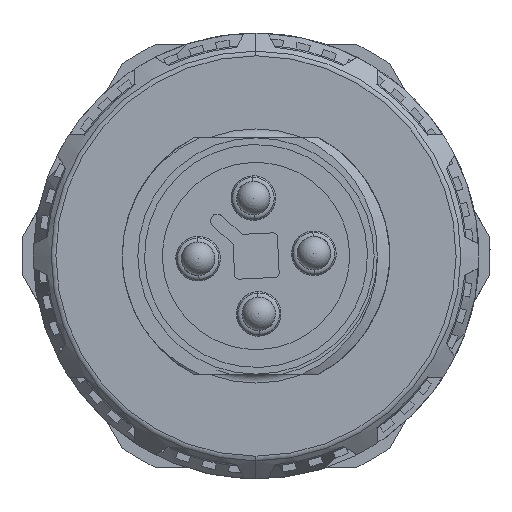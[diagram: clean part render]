
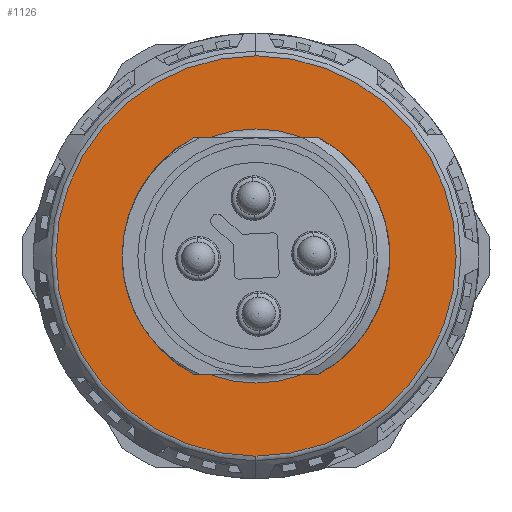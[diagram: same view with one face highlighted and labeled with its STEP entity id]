
A CAD part, left-side view. The second image highlights one B-rep face of the part: STEP entity #1126.
In plain terms, the highlighted planar face has unit normal (-1, 0, 0).
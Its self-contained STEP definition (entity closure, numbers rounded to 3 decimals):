
#763=FACE_BOUND('',#2389,.T.);
#764=FACE_BOUND('',#2390,.T.);
#1126=ADVANCED_FACE('',(#763,#764),#1480,.F.);
#1480=PLANE('',#9785);
#2389=EDGE_LOOP('',(#4806,#4807,#4808,#4809));
#2390=EDGE_LOOP('',(#4810,#4811));
#2836=CIRCLE('',#9778,5.7);
#2837=CIRCLE('',#9780,8.976);
#2838=CIRCLE('',#9781,8.976);
#2839=CIRCLE('',#9782,8.976);
#2840=CIRCLE('',#9783,8.976);
#2841=CIRCLE('',#9784,5.7);
#4806=ORIENTED_EDGE('',*,*,#7559,.F.);
#4807=ORIENTED_EDGE('',*,*,#7560,.T.);
#4808=ORIENTED_EDGE('',*,*,#7561,.F.);
#4809=ORIENTED_EDGE('',*,*,#7562,.T.);
#4810=ORIENTED_EDGE('',*,*,#7558,.F.);
#4811=ORIENTED_EDGE('',*,*,#7563,.T.);
#6347=VERTEX_POINT('',#17462);
#6348=VERTEX_POINT('',#17464);
#6349=VERTEX_POINT('',#17468);
#6350=VERTEX_POINT('',#17469);
#6351=VERTEX_POINT('',#17471);
#6352=VERTEX_POINT('',#17473);
#7558=EDGE_CURVE('',#6348,#6347,#2836,.T.);
#7559=EDGE_CURVE('',#6349,#6350,#2837,.T.);
#7560=EDGE_CURVE('',#6349,#6351,#2838,.T.);
#7561=EDGE_CURVE('',#6352,#6351,#2839,.T.);
#7562=EDGE_CURVE('',#6352,#6350,#2840,.T.);
#7563=EDGE_CURVE('',#6348,#6347,#2841,.T.);
#9778=AXIS2_PLACEMENT_3D('',#17465,#11712,#11713);
#9780=AXIS2_PLACEMENT_3D('',#17467,#11716,#11717);
#9781=AXIS2_PLACEMENT_3D('',#17470,#11718,#11719);
#9782=AXIS2_PLACEMENT_3D('',#17472,#11720,#11721);
#9783=AXIS2_PLACEMENT_3D('',#17474,#11722,#11723);
#9784=AXIS2_PLACEMENT_3D('',#17475,#11724,#11725);
#9785=AXIS2_PLACEMENT_3D('',#17476,#11726,#11727);
#11712=DIRECTION('',(-1.,0.,0.));
#11713=DIRECTION('',(0.,-1.,0.));
#11716=DIRECTION('',(1.,0.,0.));
#11717=DIRECTION('',(0.,0.005,-1.));
#11718=DIRECTION('',(-1.,0.,0.));
#11719=DIRECTION('',(0.,0.005,-1.));
#11720=DIRECTION('',(1.,0.,0.));
#11721=DIRECTION('',(0.,-0.005,1.));
#11722=DIRECTION('',(-1.,0.,0.));
#11723=DIRECTION('',(0.,-0.005,1.));
#11724=DIRECTION('',(1.,0.,0.));
#11725=DIRECTION('',(0.,-1.,0.));
#11726=DIRECTION('',(1.,0.,0.));
#11727=DIRECTION('',(0.,-1.,0.));
#17462=CARTESIAN_POINT('',(10.,-5.7,0.));
#17464=CARTESIAN_POINT('',(10.,5.7,0.));
#17465=CARTESIAN_POINT('',(10.,0.,0.));
#17467=CARTESIAN_POINT('',(10.,0.,0.));
#17468=CARTESIAN_POINT('',(10.,0.049,-8.976));
#17469=CARTESIAN_POINT('',(10.,0.,8.976));
#17470=CARTESIAN_POINT('',(10.,0.,0.));
#17471=CARTESIAN_POINT('',(10.,0.,-8.976));
#17472=CARTESIAN_POINT('',(10.,0.,0.));
#17473=CARTESIAN_POINT('',(10.,-0.049,8.976));
#17474=CARTESIAN_POINT('',(10.,0.,0.));
#17475=CARTESIAN_POINT('',(10.,0.,0.));
#17476=CARTESIAN_POINT('',(10.,0.,10.));
